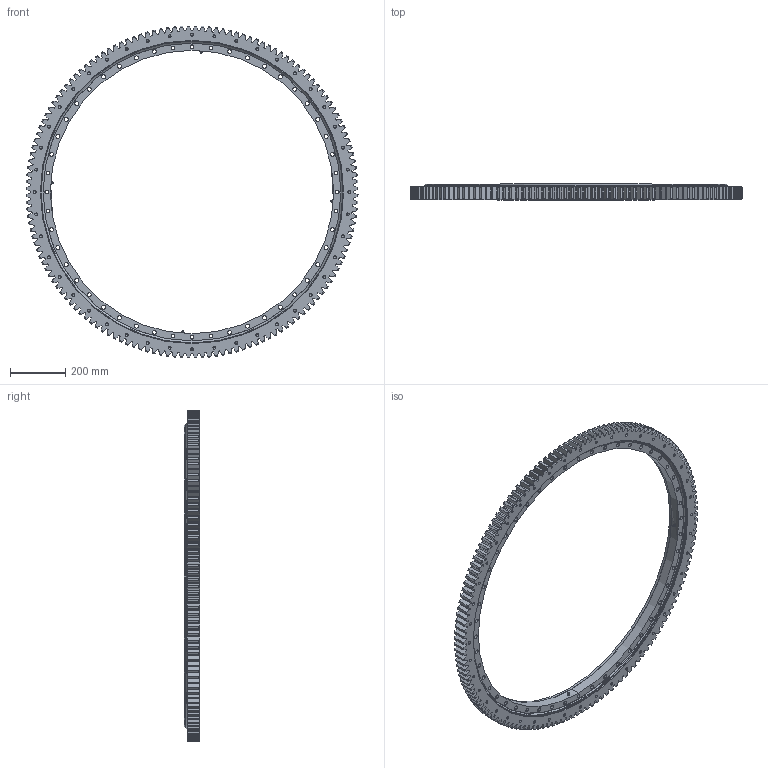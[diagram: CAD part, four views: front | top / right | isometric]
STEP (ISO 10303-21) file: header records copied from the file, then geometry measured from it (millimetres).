
FILE_DESCRIPTION (( 'STEP AP203' ), '1' );
FILE_NAME ('31-1091-01.STEP', '2017-12-28T10:23:34', ( 'defontaine' ), ( 'Hewlett-Packard Company' ), 'SwSTEP 2.0', 'SolidWorks 2016', '' );
FILE_SCHEMA (( 'CONFIG_CONTROL_DESIGN' ));
Length unit declared in the file: millimetre
Products named in the file (1): 31-1091-01
Bounding box: 1197.87 x 56 x 1197.87 mm (x, y, z)
Volume: 11181073.3 mm3; surface area: 1787243 mm2
Topology: 9 solids, 9 shells, 1320 faces, 3734 edges, 2401 vertices
Faces by surface type: cylinder 515, cone 418, plane 351, torus 26, sphere 10
Entity records: 43798 total; most frequent: CARTESIAN_POINT 9652, ORIENTED_EDGE 7282, DIRECTION 7111, EDGE_CURVE 3641, AXIS2_PLACEMENT_3D 2757, VERTEX_POINT 2398, LINE 1597, VECTOR 1597
